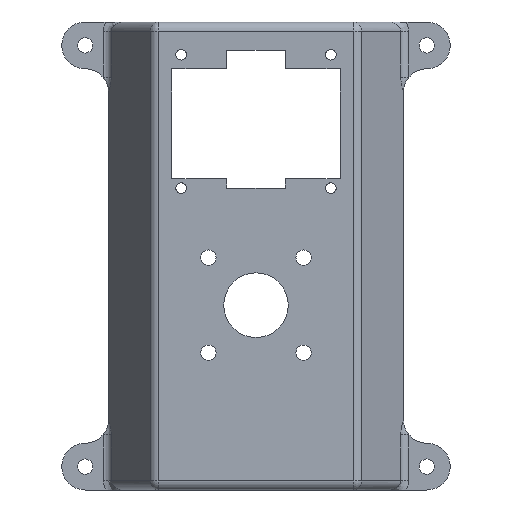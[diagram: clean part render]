
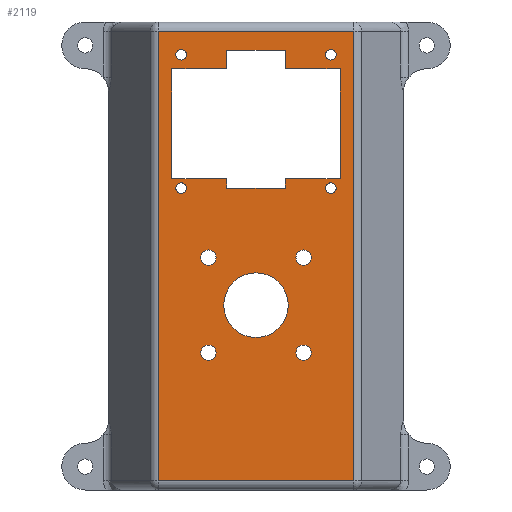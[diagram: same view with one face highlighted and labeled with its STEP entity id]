
A CAD part, front view. The second image highlights one B-rep face of the part: STEP entity #2119.
In plain terms, the highlighted planar face has unit normal (0, -1, 0).
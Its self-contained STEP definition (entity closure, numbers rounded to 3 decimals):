
#22=FACE_BOUND('',#303,.T.);
#23=FACE_BOUND('',#304,.T.);
#24=FACE_BOUND('',#305,.T.);
#25=FACE_BOUND('',#306,.T.);
#26=FACE_BOUND('',#307,.T.);
#27=FACE_BOUND('',#308,.T.);
#28=FACE_BOUND('',#309,.T.);
#29=FACE_BOUND('',#310,.T.);
#30=FACE_BOUND('',#311,.T.);
#31=FACE_BOUND('',#312,.T.);
#57=PLANE('',#2297);
#178=FACE_OUTER_BOUND('',#302,.T.);
#302=EDGE_LOOP('',(#1573,#1574,#1575,#1576));
#303=EDGE_LOOP('',(#1577,#1578,#1579,#1580,#1581,#1582,#1583,#1584,#1585,
#1586,#1587,#1588));
#304=EDGE_LOOP('',(#1589));
#305=EDGE_LOOP('',(#1590));
#306=EDGE_LOOP('',(#1591));
#307=EDGE_LOOP('',(#1592));
#308=EDGE_LOOP('',(#1593));
#309=EDGE_LOOP('',(#1594));
#310=EDGE_LOOP('',(#1595));
#311=EDGE_LOOP('',(#1596));
#312=EDGE_LOOP('',(#1597));
#441=LINE('',#3455,#662);
#444=LINE('',#3466,#665);
#445=LINE('',#3474,#666);
#447=LINE('',#3477,#668);
#459=LINE('',#3505,#680);
#460=LINE('',#3507,#681);
#461=LINE('',#3509,#682);
#462=LINE('',#3511,#683);
#463=LINE('',#3513,#684);
#464=LINE('',#3515,#685);
#465=LINE('',#3517,#686);
#466=LINE('',#3519,#687);
#467=LINE('',#3521,#688);
#468=LINE('',#3523,#689);
#469=LINE('',#3525,#690);
#470=LINE('',#3526,#691);
#662=VECTOR('',#2541,10.);
#665=VECTOR('',#2556,10.);
#666=VECTOR('',#2567,10.);
#668=VECTOR('',#2571,10.);
#680=VECTOR('',#2595,10.);
#681=VECTOR('',#2596,10.);
#682=VECTOR('',#2597,10.);
#683=VECTOR('',#2598,10.);
#684=VECTOR('',#2599,10.);
#685=VECTOR('',#2600,10.);
#686=VECTOR('',#2601,10.);
#687=VECTOR('',#2602,10.);
#688=VECTOR('',#2603,10.);
#689=VECTOR('',#2604,10.);
#690=VECTOR('',#2605,10.);
#691=VECTOR('',#2606,10.);
#898=CIRCLE('',#2298,1.125);
#899=CIRCLE('',#2299,1.125);
#900=CIRCLE('',#2300,1.125);
#901=CIRCLE('',#2301,1.125);
#902=CIRCLE('',#2302,6.9);
#903=CIRCLE('',#2303,1.625);
#904=CIRCLE('',#2304,1.625);
#905=CIRCLE('',#2305,1.625);
#906=CIRCLE('',#2306,1.625);
#978=VERTEX_POINT('',#3445);
#979=VERTEX_POINT('',#3449);
#982=VERTEX_POINT('',#3461);
#984=VERTEX_POINT('',#3470);
#993=VERTEX_POINT('',#3503);
#994=VERTEX_POINT('',#3504);
#995=VERTEX_POINT('',#3506);
#996=VERTEX_POINT('',#3508);
#997=VERTEX_POINT('',#3510);
#998=VERTEX_POINT('',#3512);
#999=VERTEX_POINT('',#3514);
#1000=VERTEX_POINT('',#3516);
#1001=VERTEX_POINT('',#3518);
#1002=VERTEX_POINT('',#3520);
#1003=VERTEX_POINT('',#3522);
#1004=VERTEX_POINT('',#3524);
#1005=VERTEX_POINT('',#3527);
#1006=VERTEX_POINT('',#3529);
#1007=VERTEX_POINT('',#3531);
#1008=VERTEX_POINT('',#3533);
#1009=VERTEX_POINT('',#3535);
#1010=VERTEX_POINT('',#3537);
#1011=VERTEX_POINT('',#3539);
#1012=VERTEX_POINT('',#3541);
#1013=VERTEX_POINT('',#3543);
#1188=EDGE_CURVE('',#979,#978,#441,.T.);
#1194=EDGE_CURVE('',#978,#982,#444,.T.);
#1198=EDGE_CURVE('',#982,#984,#445,.T.);
#1200=EDGE_CURVE('',#984,#979,#447,.T.);
#1213=EDGE_CURVE('',#993,#994,#459,.T.);
#1214=EDGE_CURVE('',#994,#995,#460,.T.);
#1215=EDGE_CURVE('',#995,#996,#461,.T.);
#1216=EDGE_CURVE('',#996,#997,#462,.T.);
#1217=EDGE_CURVE('',#997,#998,#463,.T.);
#1218=EDGE_CURVE('',#998,#999,#464,.T.);
#1219=EDGE_CURVE('',#999,#1000,#465,.T.);
#1220=EDGE_CURVE('',#1000,#1001,#466,.T.);
#1221=EDGE_CURVE('',#1001,#1002,#467,.T.);
#1222=EDGE_CURVE('',#1002,#1003,#468,.T.);
#1223=EDGE_CURVE('',#1003,#1004,#469,.T.);
#1224=EDGE_CURVE('',#1004,#993,#470,.T.);
#1225=EDGE_CURVE('',#1005,#1005,#898,.T.);
#1226=EDGE_CURVE('',#1006,#1006,#899,.T.);
#1227=EDGE_CURVE('',#1007,#1007,#900,.T.);
#1228=EDGE_CURVE('',#1008,#1008,#901,.T.);
#1229=EDGE_CURVE('',#1009,#1009,#902,.T.);
#1230=EDGE_CURVE('',#1010,#1010,#903,.T.);
#1231=EDGE_CURVE('',#1011,#1011,#904,.T.);
#1232=EDGE_CURVE('',#1012,#1012,#905,.T.);
#1233=EDGE_CURVE('',#1013,#1013,#906,.T.);
#1573=ORIENTED_EDGE('',*,*,#1188,.F.);
#1574=ORIENTED_EDGE('',*,*,#1200,.F.);
#1575=ORIENTED_EDGE('',*,*,#1198,.F.);
#1576=ORIENTED_EDGE('',*,*,#1194,.F.);
#1577=ORIENTED_EDGE('',*,*,#1213,.T.);
#1578=ORIENTED_EDGE('',*,*,#1214,.T.);
#1579=ORIENTED_EDGE('',*,*,#1215,.T.);
#1580=ORIENTED_EDGE('',*,*,#1216,.T.);
#1581=ORIENTED_EDGE('',*,*,#1217,.T.);
#1582=ORIENTED_EDGE('',*,*,#1218,.T.);
#1583=ORIENTED_EDGE('',*,*,#1219,.T.);
#1584=ORIENTED_EDGE('',*,*,#1220,.T.);
#1585=ORIENTED_EDGE('',*,*,#1221,.T.);
#1586=ORIENTED_EDGE('',*,*,#1222,.T.);
#1587=ORIENTED_EDGE('',*,*,#1223,.T.);
#1588=ORIENTED_EDGE('',*,*,#1224,.T.);
#1589=ORIENTED_EDGE('',*,*,#1225,.T.);
#1590=ORIENTED_EDGE('',*,*,#1226,.T.);
#1591=ORIENTED_EDGE('',*,*,#1227,.T.);
#1592=ORIENTED_EDGE('',*,*,#1228,.T.);
#1593=ORIENTED_EDGE('',*,*,#1229,.T.);
#1594=ORIENTED_EDGE('',*,*,#1230,.T.);
#1595=ORIENTED_EDGE('',*,*,#1231,.T.);
#1596=ORIENTED_EDGE('',*,*,#1232,.T.);
#1597=ORIENTED_EDGE('',*,*,#1233,.T.);
#2119=ADVANCED_FACE('',(#178,#22,#23,#24,#25,#26,#27,#28,#29,#30,#31),#57,
 .F.);
#2297=AXIS2_PLACEMENT_3D('',#3502,#2593,#2594);
#2298=AXIS2_PLACEMENT_3D('',#3528,#2607,#2608);
#2299=AXIS2_PLACEMENT_3D('',#3530,#2609,#2610);
#2300=AXIS2_PLACEMENT_3D('',#3532,#2611,#2612);
#2301=AXIS2_PLACEMENT_3D('',#3534,#2613,#2614);
#2302=AXIS2_PLACEMENT_3D('',#3536,#2615,#2616);
#2303=AXIS2_PLACEMENT_3D('',#3538,#2617,#2618);
#2304=AXIS2_PLACEMENT_3D('',#3540,#2619,#2620);
#2305=AXIS2_PLACEMENT_3D('',#3542,#2621,#2622);
#2306=AXIS2_PLACEMENT_3D('',#3544,#2623,#2624);
#2541=DIRECTION('',(0.,0.,-1.));
#2556=DIRECTION('',(-1.,0.,0.));
#2567=DIRECTION('',(0.,0.,1.));
#2571=DIRECTION('',(1.,0.,0.));
#2593=DIRECTION('center_axis',(0.,1.,0.));
#2594=DIRECTION('ref_axis',(0.,0.,1.));
#2595=DIRECTION('',(-1.,0.,0.));
#2596=DIRECTION('',(0.,0.,1.));
#2597=DIRECTION('',(1.,0.,0.));
#2598=DIRECTION('',(0.,0.,1.));
#2599=DIRECTION('',(1.,0.,0.));
#2600=DIRECTION('',(0.,0.,-1.));
#2601=DIRECTION('',(1.,0.,0.));
#2602=DIRECTION('',(0.,0.,-1.));
#2603=DIRECTION('',(-1.,0.,0.));
#2604=DIRECTION('',(0.,0.,-1.));
#2605=DIRECTION('',(-1.,0.,0.));
#2606=DIRECTION('',(0.,0.,1.));
#2607=DIRECTION('center_axis',(0.,1.,0.));
#2608=DIRECTION('ref_axis',(1.,0.,0.));
#2609=DIRECTION('center_axis',(0.,1.,0.));
#2610=DIRECTION('ref_axis',(1.,0.,0.));
#2611=DIRECTION('center_axis',(0.,1.,0.));
#2612=DIRECTION('ref_axis',(1.,0.,0.));
#2613=DIRECTION('center_axis',(0.,1.,0.));
#2614=DIRECTION('ref_axis',(1.,0.,0.));
#2615=DIRECTION('center_axis',(0.,1.,0.));
#2616=DIRECTION('ref_axis',(1.,0.,0.));
#2617=DIRECTION('center_axis',(0.,1.,0.));
#2618=DIRECTION('ref_axis',(1.,0.,0.));
#2619=DIRECTION('center_axis',(0.,1.,0.));
#2620=DIRECTION('ref_axis',(1.,0.,0.));
#2621=DIRECTION('center_axis',(0.,1.,0.));
#2622=DIRECTION('ref_axis',(1.,0.,0.));
#2623=DIRECTION('center_axis',(0.,1.,0.));
#2624=DIRECTION('ref_axis',(1.,0.,0.));
#3445=CARTESIAN_POINT('',(42.845,0.,-98.));
#3449=CARTESIAN_POINT('',(42.845,0.,-2.));
#3455=CARTESIAN_POINT('',(42.845,0.,-25.));
#3461=CARTESIAN_POINT('',(1.155,0.,-98.));
#3466=CARTESIAN_POINT('',(33.,0.,-98.));
#3470=CARTESIAN_POINT('',(1.155,0.,-2.));
#3474=CARTESIAN_POINT('',(1.155,0.,-25.));
#3477=CARTESIAN_POINT('',(11.,0.,-2.));
#3502=CARTESIAN_POINT('Origin',(22.,0.,-50.));
#3503=CARTESIAN_POINT('',(15.75,0.,-33.5));
#3504=CARTESIAN_POINT('',(4.,0.,-33.5));
#3505=CARTESIAN_POINT('',(13.,0.,-33.5));
#3506=CARTESIAN_POINT('',(4.,0.,-10.));
#3507=CARTESIAN_POINT('',(4.,0.,-30.));
#3508=CARTESIAN_POINT('',(15.75,0.,-10.));
#3509=CARTESIAN_POINT('',(18.875,0.,-10.));
#3510=CARTESIAN_POINT('',(15.75,0.,-6.));
#3511=CARTESIAN_POINT('',(15.75,0.,-28.));
#3512=CARTESIAN_POINT('',(28.25,0.,-6.));
#3513=CARTESIAN_POINT('',(25.125,0.,-6.));
#3514=CARTESIAN_POINT('',(28.25,0.,-10.));
#3515=CARTESIAN_POINT('',(28.25,0.,-30.));
#3516=CARTESIAN_POINT('',(40.,0.,-10.));
#3517=CARTESIAN_POINT('',(31.,0.,-10.));
#3518=CARTESIAN_POINT('',(40.,0.,-33.5));
#3519=CARTESIAN_POINT('',(40.,0.,-41.75));
#3520=CARTESIAN_POINT('',(28.25,0.,-33.5));
#3521=CARTESIAN_POINT('',(25.125,0.,-33.5));
#3522=CARTESIAN_POINT('',(28.25,0.,-35.5));
#3523=CARTESIAN_POINT('',(28.25,0.,-42.75));
#3524=CARTESIAN_POINT('',(15.75,0.,-35.5));
#3525=CARTESIAN_POINT('',(18.875,0.,-35.5));
#3526=CARTESIAN_POINT('',(15.75,0.,-41.75));
#3527=CARTESIAN_POINT('',(4.875,0.,-35.5));
#3528=CARTESIAN_POINT('Origin',(6.,0.,-35.5));
#3529=CARTESIAN_POINT('',(36.875,0.,-35.5));
#3530=CARTESIAN_POINT('Origin',(38.,0.,-35.5));
#3531=CARTESIAN_POINT('',(36.875,0.,-7.));
#3532=CARTESIAN_POINT('Origin',(38.,0.,-7.));
#3533=CARTESIAN_POINT('',(4.875,0.,-7.));
#3534=CARTESIAN_POINT('Origin',(6.,0.,-7.));
#3535=CARTESIAN_POINT('',(15.1,0.,-60.5));
#3536=CARTESIAN_POINT('Origin',(22.,0.,-60.5));
#3537=CARTESIAN_POINT('',(10.215,0.,-50.34));
#3538=CARTESIAN_POINT('Origin',(11.84,0.,-50.34));
#3539=CARTESIAN_POINT('',(30.535,0.,-50.34));
#3540=CARTESIAN_POINT('Origin',(32.16,0.,-50.34));
#3541=CARTESIAN_POINT('',(30.535,0.,-70.66));
#3542=CARTESIAN_POINT('Origin',(32.16,0.,-70.66));
#3543=CARTESIAN_POINT('',(10.215,0.,-70.66));
#3544=CARTESIAN_POINT('Origin',(11.84,0.,-70.66));
